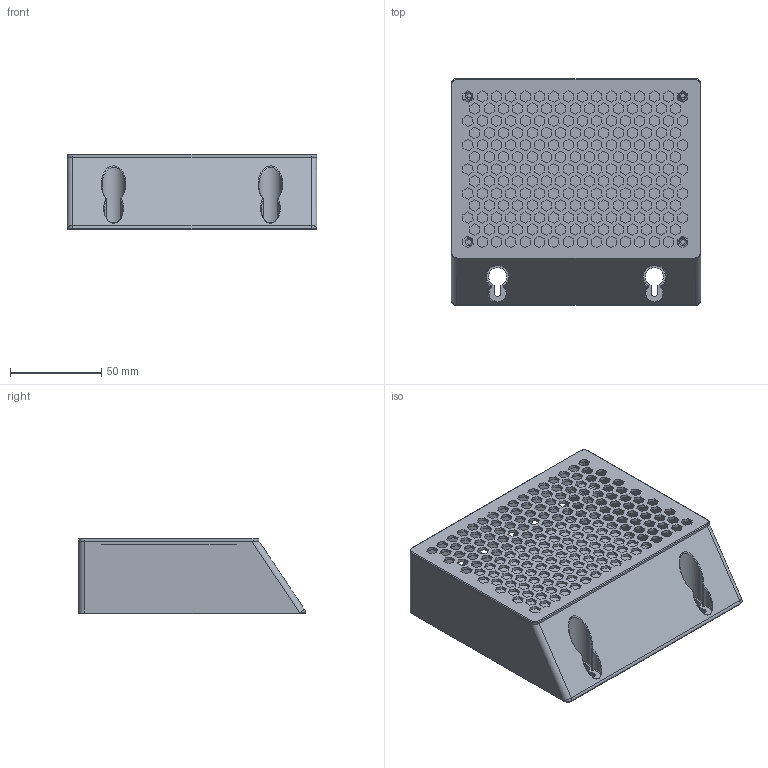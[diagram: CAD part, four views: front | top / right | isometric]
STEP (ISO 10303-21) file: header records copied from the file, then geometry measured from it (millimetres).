
FILE_DESCRIPTION(/* description */ ('','CAx-IF Rec.Pracs.---Representation and Presentation of Product Manufacturing Information (PMI)---4.0---2014-10-13'),/* implementation_level */ '2;1');
FILE_NAME(/* name */ 'Crossover Box v16.step',/* time_stamp */ '2024-12-03T22:49:32-08:00',/* author */ (''),/* organization */ (''),/* preprocessor_version */ 'ST-DEVELOPER v20',/* originating_system */ 'Autodesk Translation Framework v13.20.0.188',/* authorisation */ '');
FILE_SCHEMA (('AP242_MANAGED_MODEL_BASED_3D_ENGINEERING_MIM_LF { 1 0 10303 442 1 1 4 }'));
Length unit declared in the file: inch
Products named in the file (1): Crossover Box
Bounding box: 136.53 x 123.83 x 41.27 mm (x, y, z)
Volume: 135589.8 mm3; surface area: 94889.4 mm2
Topology: 2 solids, 2 shells, 1462 faces, 4227 edges, 2782 vertices
Faces by surface type: plane 1316, cylinder 80, torus 24, bspline 17, sphere 13, cone 12
Full cylindrical faces by diameter (mm): 2.54 x4
Entity records: 48494 total; most frequent: CARTESIAN_POINT 9133, ORIENTED_EDGE 8450, DIRECTION 7282, EDGE_CURVE 4225, LINE 3992, VECTOR 3992, VERTEX_POINT 2782, EDGE_LOOP 1897
